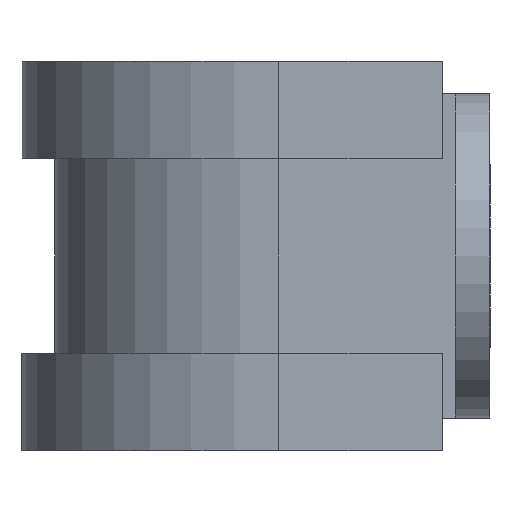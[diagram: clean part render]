
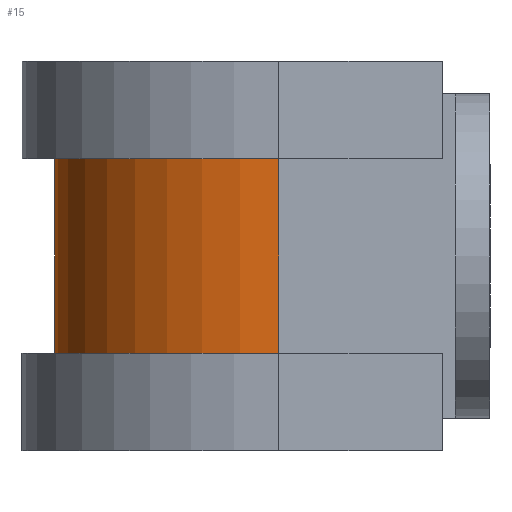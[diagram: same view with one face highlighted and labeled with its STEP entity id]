
A CAD part, left-side view. The second image highlights one B-rep face of the part: STEP entity #15.
In plain terms, the highlighted cylindrical face has radius 10.35 mm (diameter 20.7 mm), a partial arc.
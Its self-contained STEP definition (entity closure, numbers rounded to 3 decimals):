
#15 = ADVANCED_FACE ( 'NONE', ( #87 ), #426, .T. ) ;
#66 = EDGE_LOOP ( 'NONE', ( #297, #1305, #1342, #619 ) ) ;
#87 = FACE_OUTER_BOUND ( 'NONE', #66, .T. ) ;
#218 = CARTESIAN_POINT ( 'NONE',  ( -10.35, 9.75, -4.5 ) ) ;
#296 = DIRECTION ( 'NONE',  ( 0., 0., -1. ) ) ;
#297 = ORIENTED_EDGE ( 'NONE', *, *, #834, .F. ) ;
#324 = CIRCLE ( 'NONE', #1033, 10.35 ) ;
#418 = LINE ( 'NONE', #633, #710 ) ;
#426 = CYLINDRICAL_SURFACE ( 'NONE', #855, 10.35 ) ;
#437 = CARTESIAN_POINT ( 'NONE',  ( 10.35, 9.75, -4.5 ) ) ;
#476 = DIRECTION ( 'NONE',  ( 0., 0., 1. ) ) ;
#485 = AXIS2_PLACEMENT_3D ( 'NONE', #1401, #476, #1054 ) ;
#490 = EDGE_CURVE ( 'NONE', #972, #500, #418, .T. ) ;
#500 = VERTEX_POINT ( 'NONE', #437 ) ;
#533 = EDGE_CURVE ( 'NONE', #1091, #592, #869, .T. ) ;
#592 = VERTEX_POINT ( 'NONE', #218 ) ;
#619 = ORIENTED_EDGE ( 'NONE', *, *, #533, .F. ) ;
#633 = CARTESIAN_POINT ( 'NONE',  ( 10.35, 9.75, 7.5 ) ) ;
#659 = VECTOR ( 'NONE', #296, 1000. ) ;
#702 = CIRCLE ( 'NONE', #485, 10.35 ) ;
#710 = VECTOR ( 'NONE', #1213, 1000. ) ;
#718 = DIRECTION ( 'NONE',  ( 1., 0., 0. ) ) ;
#742 = EDGE_CURVE ( 'NONE', #500, #592, #702, .T. ) ;
#834 = EDGE_CURVE ( 'NONE', #972, #1091, #324, .T. ) ;
#840 = DIRECTION ( 'NONE',  ( 0., 0., 1. ) ) ;
#855 = AXIS2_PLACEMENT_3D ( 'NONE', #1208, #1447, #1338 ) ;
#869 = LINE ( 'NONE', #1321, #659 ) ;
#920 = CARTESIAN_POINT ( 'NONE',  ( -10.35, 9.75, 4.5 ) ) ;
#969 = CARTESIAN_POINT ( 'NONE',  ( 10.35, 9.75, 4.5 ) ) ;
#972 = VERTEX_POINT ( 'NONE', #969 ) ;
#1033 = AXIS2_PLACEMENT_3D ( 'NONE', #1076, #840, #718 ) ;
#1054 = DIRECTION ( 'NONE',  ( 1., 0., 0. ) ) ;
#1076 = CARTESIAN_POINT ( 'NONE',  ( 0., 9.75, 4.5 ) ) ;
#1091 = VERTEX_POINT ( 'NONE', #920 ) ;
#1208 = CARTESIAN_POINT ( 'NONE',  ( 0., 9.75, 7.5 ) ) ;
#1213 = DIRECTION ( 'NONE',  ( 0., 0., -1. ) ) ;
#1305 = ORIENTED_EDGE ( 'NONE', *, *, #490, .T. ) ;
#1321 = CARTESIAN_POINT ( 'NONE',  ( -10.35, 9.75, 7.5 ) ) ;
#1338 = DIRECTION ( 'NONE',  ( -1., 0., 0. ) ) ;
#1342 = ORIENTED_EDGE ( 'NONE', *, *, #742, .T. ) ;
#1401 = CARTESIAN_POINT ( 'NONE',  ( 0., 9.75, -4.5 ) ) ;
#1447 = DIRECTION ( 'NONE',  ( 0., 0., -1. ) ) ;
